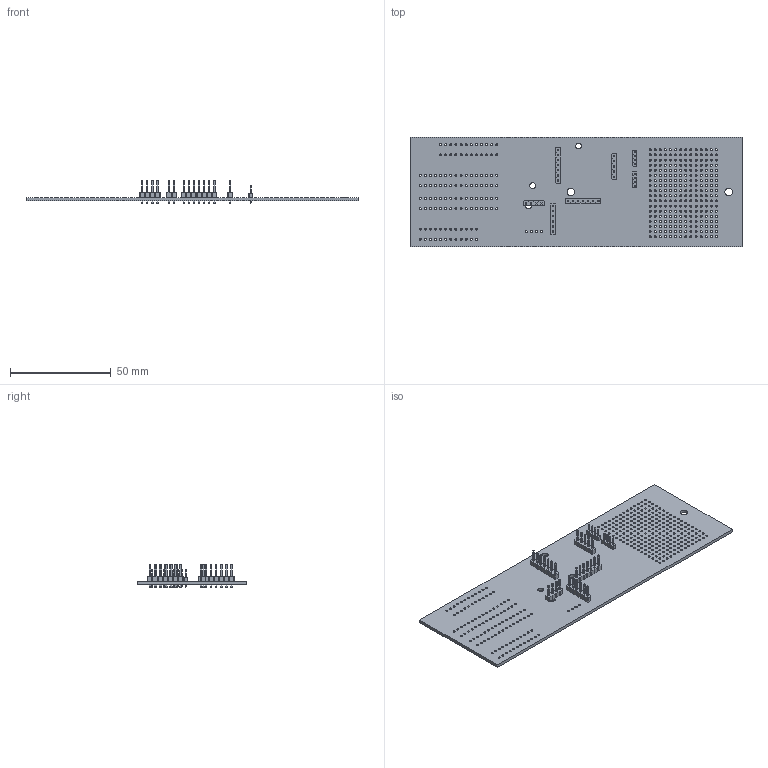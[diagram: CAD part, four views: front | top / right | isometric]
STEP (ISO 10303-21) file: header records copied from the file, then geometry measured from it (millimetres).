
FILE_DESCRIPTION(('KiCad electronic assembly'),'2;1');
FILE_NAME('CSL_AQS_V1_spin3.step','2024-06-25T14:14:23',('Pcbnew'),( 'Kicad'),'Open CASCADE STEP processor 7.8','KiCad to STEP converter' ,'Unknown');
FILE_SCHEMA(('AUTOMOTIVE_DESIGN { 1 0 10303 214 1 1 1 1 }'));
Length unit declared in the file: millimetre
Products named in the file (12): CSL_AQS_V1_spin3 1; PinHeader_1x04_P2.54mm_Vertical; PinHeader_1x04_P254mm_Vertical; PinHeader_1x05_P2.54mm_Vertical; PinHeader_1x05_P254mm_Vertical; PinHeader_1x06_P2.54mm_Vertical; PinHeader_1x06_P254mm_Vertical; PinHeader_1x04_P2.00mm_Vertical; PinHeader_1x04_P200mm_Vertical; PinHeader_1x07_P2.54mm_Vertical; PinHeader_1x07_P254mm_Vertical; CSL_AQS_V1_PCB
Assembly tree (13 placements, depth 3):
  CSL_AQS_V1_spin3 1
    PinHeader_1x04_P2.54mm_Vertical
      PinHeader_1x04_P254mm_Vertical
    PinHeader_1x05_P2.54mm_Vertical
      PinHeader_1x05_P254mm_Vertical
    PinHeader_1x06_P2.54mm_Vertical
      PinHeader_1x06_P254mm_Vertical
    PinHeader_1x04_P2.00mm_Vertical  x2
      PinHeader_1x04_P200mm_Vertical
    PinHeader_1x07_P2.54mm_Vertical  x2
      PinHeader_1x07_P254mm_Vertical
    CSL_AQS_V1_PCB
Bounding box: 165.1 x 54.61 x 11.54 mm (x, y, z)
Volume: 14498.9 mm3; surface area: 21844.5 mm2
Topology: 8 solids, 8 shells, 1328 faces, 3418 edges, 2180 vertices
Faces by surface type: plane 922, cylinder 406
Full cylindrical faces by diameter (mm): 0.8 x8, 1 x257, 1.016 x136, 2.9 x3, 3.81 x2
Entity records: 38682 total; most frequent: DIRECTION 5720, CARTESIAN_POINT 5614, ORIENTED_EDGE 5536, EDGE_CURVE 2768, LINE 1956, VECTOR 1956, FACE_BOUND 1920, EDGE_LOOP 1920
